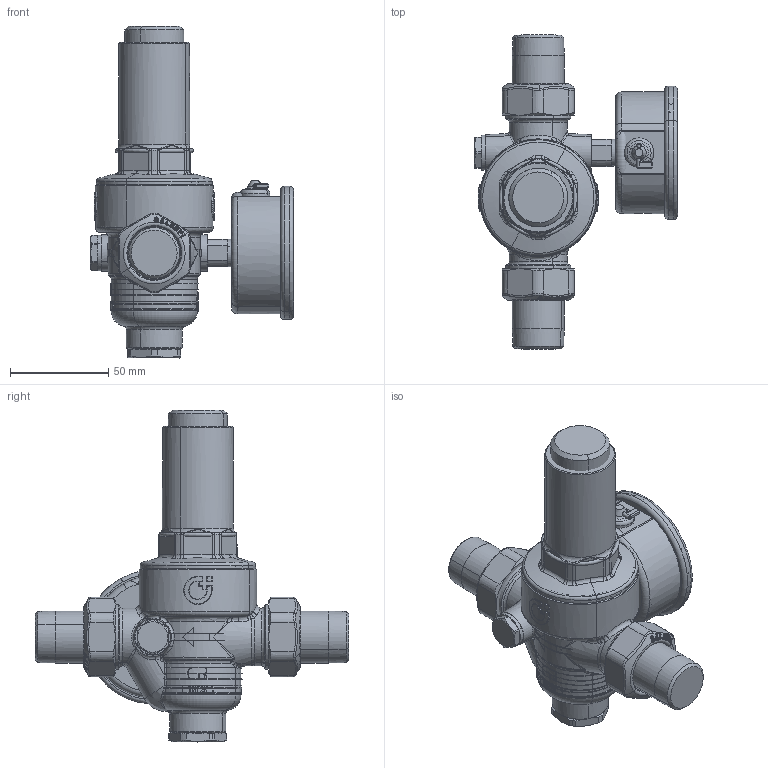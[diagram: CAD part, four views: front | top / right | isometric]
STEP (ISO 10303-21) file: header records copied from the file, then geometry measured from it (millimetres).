
FILE_DESCRIPTION((''),'2;1');
FILE_NAME('_536053AUS_ALLCATPA00_SW0001','2017-03-30T',('sparenzan'),(''),'CREO PARAMETRIC BY PTC INC, 2016050','CREO PARAMETRIC BY PTC INC, 2016050','');
FILE_SCHEMA(('CONFIG_CONTROL_DESIGN'));
Products named in the file (1): _536053AUS_ALLCATPA00_SW0001
Bounding box: 103.48 x 160 x 169.2 mm (x, y, z)
Surface area: 112853.8 mm2 (no closed solid volume)
Topology: 0 solids, 0 shells, 1156 faces, 5662 edges, 5560 vertices
Faces by surface type: bspline 1033, torus 76, sphere 47
Entity records: 116016 total; most frequent: CARTESIAN_POINT 71043, DIRECTION 5905, DEFINITIONAL_REPRESENTATION 5505, PCURVE 5505, COMPOSITE_CURVE_SEGMENT 5505, TRIMMED_CURVE 5055, VECTOR 4451, LINE 4451
